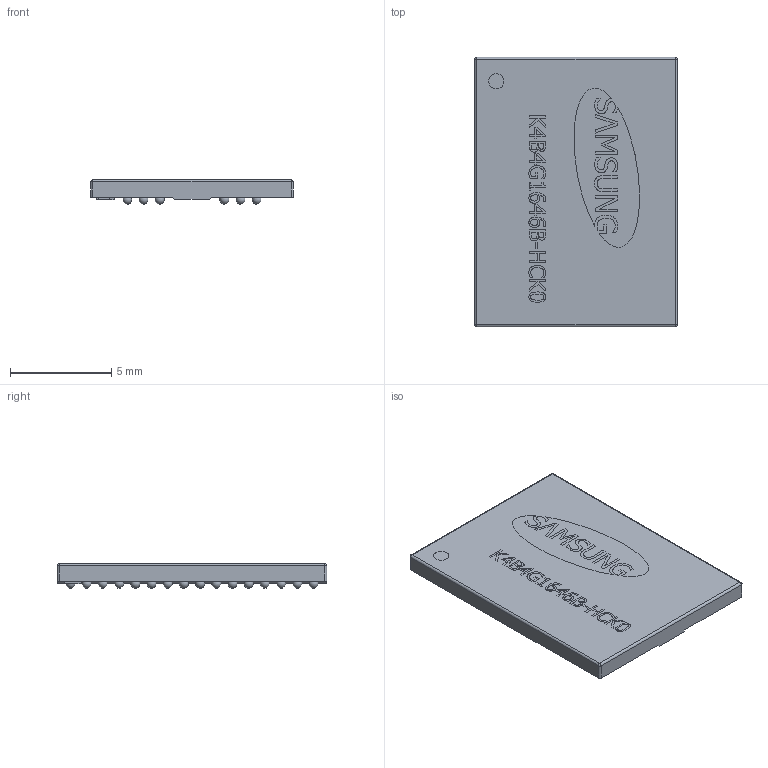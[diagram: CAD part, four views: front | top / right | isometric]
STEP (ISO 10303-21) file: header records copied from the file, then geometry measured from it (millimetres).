
FILE_DESCRIPTION( ( '' ), ' ' );
FILE_NAME( '5c558116c07da116465ab384.step', '2019-02-02T11:37:58', ( '' ), ( '' ), ' ', ' ', ' ' );
FILE_SCHEMA( ( 'AUTOMOTIVE_DESIGN { 1 0 10303 214 1 1 1 1 }' ) );
Length unit declared in the file: metre
Products named in the file (116): Open CASCADE STEP translator 6.8 4; Open CASCADE STEP translator 6.8 3; Open CASCADE STEP translator 6.8 2; Open CASCADE STEP translator 6.8 1
Bounding box: 10 x 13.3 x 1.2 mm (x, y, z)
Volume: 123.2 mm3; surface area: 674.5 mm2
Topology: 116 solids, 116 shells, 518 faces, 1422 edges, 944 vertices
Faces by surface type: plane 241, extrusion 149, sphere 100, cylinder 26, bspline 2
Full cylindrical faces by diameter (mm): 0.751 x1
Entity records: 27463 total; most frequent: CARTESIAN_POINT 5106, ORIENTED_EDGE 2266, DIRECTION 1984, STYLED_ITEM 1651, PRESENTATION_STYLE_ASSIGNMENT 1651, COLOUR_RGB 1651, EDGE_CURVE 1133, CURVE_STYLE 1133
